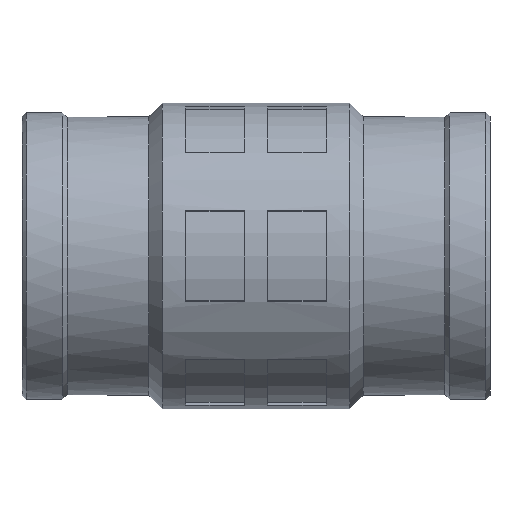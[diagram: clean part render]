
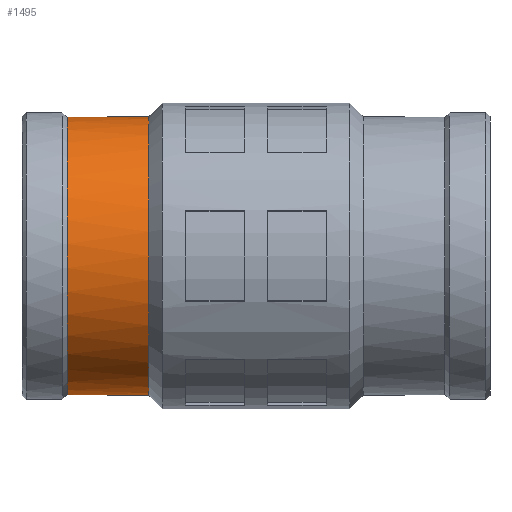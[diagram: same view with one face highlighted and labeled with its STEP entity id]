
A CAD part, front view. The second image highlights one B-rep face of the part: STEP entity #1495.
In plain terms, the highlighted cylindrical face has radius 35.104 mm (diameter 70.209 mm), a full revolution.
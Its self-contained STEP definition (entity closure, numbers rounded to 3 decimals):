
#29=B_SPLINE_CURVE_WITH_KNOTS('',3,(#2630,#2631,#2632,#2633,#2634,#2635,
#2636,#2637,#2638,#2639,#2640,#2641,#2642,#2643,#2644,#2645,#2646,#2647,
#2648,#2649,#2650,#2651,#2652),.UNSPECIFIED.,.F.,.F.,(4,3,2,2,2,2,2,2,2,
2,4),(-0.04,0.,0.359,0.719,1.077,
1.435,1.793,2.152,2.511,2.871,
2.91),.UNSPECIFIED.);
#62=FACE_BOUND('',#303,.T.);
#107=CYLINDRICAL_SURFACE('',#1659,35.104);
#191=FACE_OUTER_BOUND('',#302,.T.);
#302=EDGE_LOOP('',(#1250));
#303=EDGE_LOOP('',(#1251,#1252));
#413=CIRCLE('',#1660,35.104);
#414=CIRCLE('',#1661,35.104);
#744=VERTEX_POINT('',#2622);
#745=VERTEX_POINT('',#2629);
#752=VERTEX_POINT('',#2706);
#935=EDGE_CURVE('',#745,#744,#29,.T.);
#943=EDGE_CURVE('',#752,#752,#413,.T.);
#944=EDGE_CURVE('',#744,#745,#414,.T.);
#1250=ORIENTED_EDGE('',*,*,#943,.F.);
#1251=ORIENTED_EDGE('',*,*,#935,.T.);
#1252=ORIENTED_EDGE('',*,*,#944,.T.);
#1495=ADVANCED_FACE('',(#191,#62),#107,.T.);
#1659=AXIS2_PLACEMENT_3D('',#2705,#2079,#2080);
#1660=AXIS2_PLACEMENT_3D('',#2707,#2081,#2082);
#1661=AXIS2_PLACEMENT_3D('',#2708,#2083,#2084);
#2079=DIRECTION('center_axis',(1.,0.,0.));
#2080=DIRECTION('ref_axis',(0.,1.,0.));
#2081=DIRECTION('center_axis',(1.,0.,0.));
#2082=DIRECTION('ref_axis',(0.,0.,-1.));
#2083=DIRECTION('center_axis',(1.,0.,0.));
#2084=DIRECTION('ref_axis',(0.,0.,-1.));
#2622=CARTESIAN_POINT('',(-47.6,33.788,9.522));
#2629=CARTESIAN_POINT('',(-47.6,33.788,-9.522));
#2630=CARTESIAN_POINT('Ctrl Pts',(-47.6,33.788,-9.522));
#2631=CARTESIAN_POINT('Ctrl Pts',(-47.466,33.786,-9.528));
#2632=CARTESIAN_POINT('Ctrl Pts',(-47.333,33.786,-9.531));
#2633=CARTESIAN_POINT('Ctrl Pts',(-47.2,33.786,-9.531));
#2634=CARTESIAN_POINT('Ctrl Pts',(-46.002,33.786,-9.531));
#2635=CARTESIAN_POINT('Ctrl Pts',(-44.731,33.858,-9.285));
#2636=CARTESIAN_POINT('Ctrl Pts',(-42.404,34.113,-8.3));
#2637=CARTESIAN_POINT('Ctrl Pts',(-41.349,34.291,-7.561));
#2638=CARTESIAN_POINT('Ctrl Pts',(-39.69,34.621,-5.869));
#2639=CARTESIAN_POINT('Ctrl Pts',(-38.973,34.794,-4.803));
#2640=CARTESIAN_POINT('Ctrl Pts',(-38.02,35.037,-2.466));
#2641=CARTESIAN_POINT('Ctrl Pts',(-37.784,35.104,-1.194));
#2642=CARTESIAN_POINT('Ctrl Pts',(-37.784,35.104,1.194));
#2643=CARTESIAN_POINT('Ctrl Pts',(-38.02,35.037,2.466));
#2644=CARTESIAN_POINT('Ctrl Pts',(-38.973,34.794,4.803));
#2645=CARTESIAN_POINT('Ctrl Pts',(-39.69,34.621,5.869));
#2646=CARTESIAN_POINT('Ctrl Pts',(-41.349,34.291,7.561));
#2647=CARTESIAN_POINT('Ctrl Pts',(-42.404,34.113,8.3));
#2648=CARTESIAN_POINT('Ctrl Pts',(-44.731,33.858,9.285));
#2649=CARTESIAN_POINT('Ctrl Pts',(-46.002,33.786,9.531));
#2650=CARTESIAN_POINT('Ctrl Pts',(-47.333,33.786,9.531));
#2651=CARTESIAN_POINT('Ctrl Pts',(-47.466,33.786,9.528));
#2652=CARTESIAN_POINT('Ctrl Pts',(-47.6,33.788,9.522));
#2705=CARTESIAN_POINT('Origin',(-37.298,0.,0.));
#2706=CARTESIAN_POINT('',(-26.996,35.104,0.));
#2707=CARTESIAN_POINT('Origin',(-26.996,0.,0.));
#2708=CARTESIAN_POINT('Origin',(-47.6,0.,0.));
